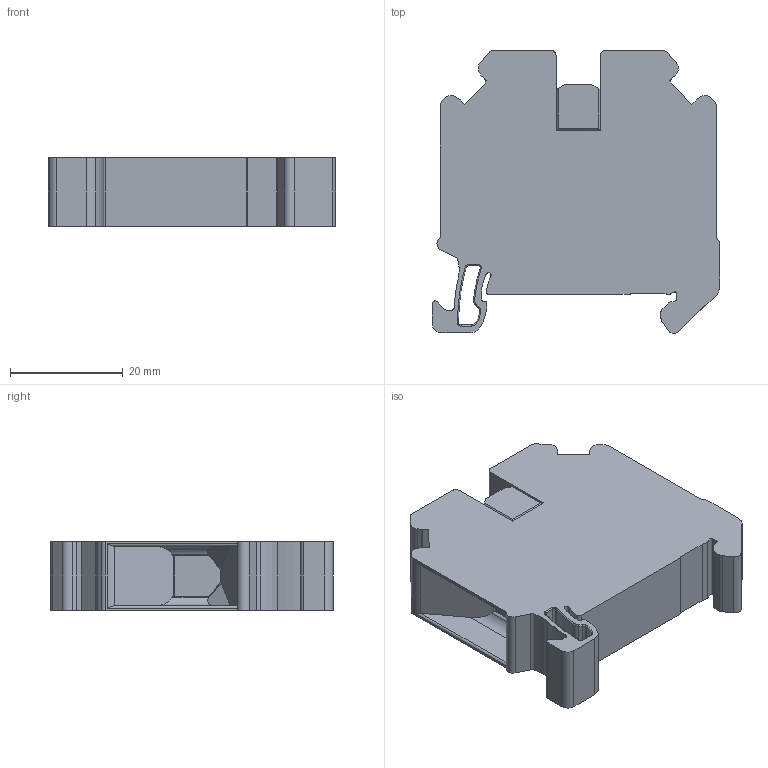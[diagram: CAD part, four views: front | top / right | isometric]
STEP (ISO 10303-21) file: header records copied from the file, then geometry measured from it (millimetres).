
FILE_DESCRIPTION( ('This file contains a STEP AP42 implementation' ,'as created by ZW3D STEP Interface translator.') ,'2;1' );
FILE_NAME( 'RTB16傷赽耀倰.stp' ,'23 4 7.114613', (''), ('ZWCAD Software Co.'), 'Version 1.0', 'ZW3D to STEP translator', '' );
FILE_SCHEMA(('AUTOMOTIVE_DESIGN { 1 0 10303 214 1 1 1 1 }'));
Length unit declared in the file: millimetre
Products named in the file (2): 0; RTB16
Bounding box: 51 x 50.21 x 12.2 mm (x, y, z)
Volume: 20480.6 mm3; surface area: 8861.1 mm2
Topology: 1 solids, 1 shells, 256 faces, 714 edges, 466 vertices
Faces by surface type: plane 116, cylinder 97, torus 22, bspline 19, cone 2
Full cylindrical faces by diameter (mm): 4.5 x2, 7.2 x2
Entity records: 9202 total; most frequent: CARTESIAN_POINT 2402, ORIENTED_EDGE 1428, DIRECTION 1323, EDGE_CURVE 714, VERTEX_POINT 466, AXIS2_PLACEMENT_3D 461, VECTOR 401, LINE 401
